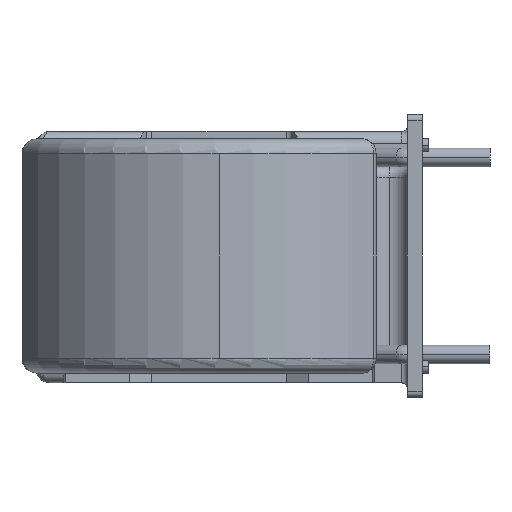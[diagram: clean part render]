
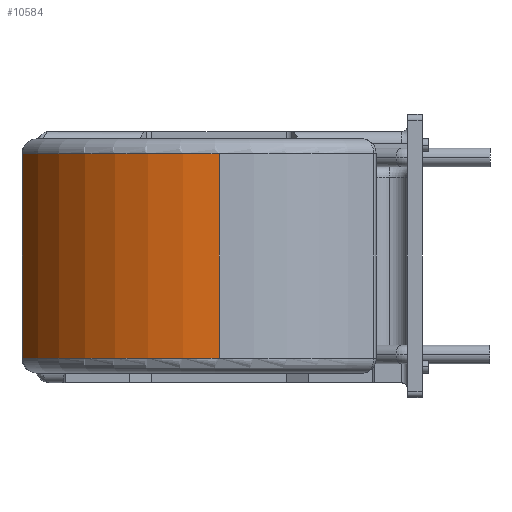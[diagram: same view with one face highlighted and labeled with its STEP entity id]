
A CAD part, left-side view. The second image highlights one B-rep face of the part: STEP entity #10584.
In plain terms, the highlighted cylindrical face has radius 17 mm (diameter 34 mm), a partial arc.
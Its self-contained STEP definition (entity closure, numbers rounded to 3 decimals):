
#1798 = DIRECTION ( 'NONE',  ( 1., 0., 0. ) ) ;
#1971 = AXIS2_PLACEMENT_3D ( 'NONE', #15231, #3528, #4990 ) ;
#1992 = ORIENTED_EDGE ( 'NONE', *, *, #4170, .T. ) ;
#2279 = CIRCLE ( 'NONE', #1971, 17. ) ;
#2778 = DIRECTION ( 'NONE',  ( 0., 0., -1. ) ) ;
#3528 = DIRECTION ( 'NONE',  ( 0., 0., 1. ) ) ;
#3593 = CARTESIAN_POINT ( 'NONE',  ( 0., 0., 9.5 ) ) ;
#3800 = EDGE_CURVE ( 'NONE', #15690, #15935, #7361, .T. ) ;
#3840 = CARTESIAN_POINT ( 'NONE',  ( -17., 0., -8.3 ) ) ;
#4075 = VECTOR ( 'NONE', #2778, 1000. ) ;
#4126 = ORIENTED_EDGE ( 'NONE', *, *, #3800, .F. ) ;
#4170 = EDGE_CURVE ( 'NONE', #14042, #15935, #2279, .T. ) ;
#4968 = CIRCLE ( 'NONE', #16455, 17. ) ;
#4990 = DIRECTION ( 'NONE',  ( 1., 0., 0. ) ) ;
#5340 = ORIENTED_EDGE ( 'NONE', *, *, #9581, .T. ) ;
#5774 = CARTESIAN_POINT ( 'NONE',  ( -5.872, 15.954, 9.5 ) ) ;
#7361 = LINE ( 'NONE', #13945, #12787 ) ;
#7642 = EDGE_LOOP ( 'NONE', ( #4126, #13240, #5340, #1992 ) ) ;
#9581 = EDGE_CURVE ( 'NONE', #14441, #14042, #14936, .T. ) ;
#10008 = FACE_OUTER_BOUND ( 'NONE', #7642, .T. ) ;
#10584 = ADVANCED_FACE ( 'NONE', ( #10008 ), #12047, .T. ) ;
#11644 = CARTESIAN_POINT ( 'NONE',  ( -5.872, 15.954, 8.3 ) ) ;
#12047 = CYLINDRICAL_SURFACE ( 'NONE', #18633, 17. ) ;
#12787 = VECTOR ( 'NONE', #13750, 1000. ) ;
#13240 = ORIENTED_EDGE ( 'NONE', *, *, #17018, .T. ) ;
#13297 = DIRECTION ( 'NONE',  ( 0., 0., -1. ) ) ;
#13320 = CARTESIAN_POINT ( 'NONE',  ( -17., 0., 8.3 ) ) ;
#13448 = CARTESIAN_POINT ( 'NONE',  ( -5.872, 15.954, -8.3 ) ) ;
#13750 = DIRECTION ( 'NONE',  ( 0., 0., -1. ) ) ;
#13945 = CARTESIAN_POINT ( 'NONE',  ( -17., 0., 9.5 ) ) ;
#14042 = VERTEX_POINT ( 'NONE', #13448 ) ;
#14441 = VERTEX_POINT ( 'NONE', #11644 ) ;
#14936 = LINE ( 'NONE', #5774, #4075 ) ;
#15176 = DIRECTION ( 'NONE',  ( 0., 0., -1. ) ) ;
#15231 = CARTESIAN_POINT ( 'NONE',  ( 0., 0., -8.3 ) ) ;
#15690 = VERTEX_POINT ( 'NONE', #13320 ) ;
#15935 = VERTEX_POINT ( 'NONE', #3840 ) ;
#16235 = CARTESIAN_POINT ( 'NONE',  ( 0., 0., 8.3 ) ) ;
#16455 = AXIS2_PLACEMENT_3D ( 'NONE', #16235, #13297, #1798 ) ;
#17018 = EDGE_CURVE ( 'NONE', #15690, #14441, #4968, .T. ) ;
#18379 = DIRECTION ( 'NONE',  ( -1., 0., 0. ) ) ;
#18633 = AXIS2_PLACEMENT_3D ( 'NONE', #3593, #15176, #18379 ) ;
